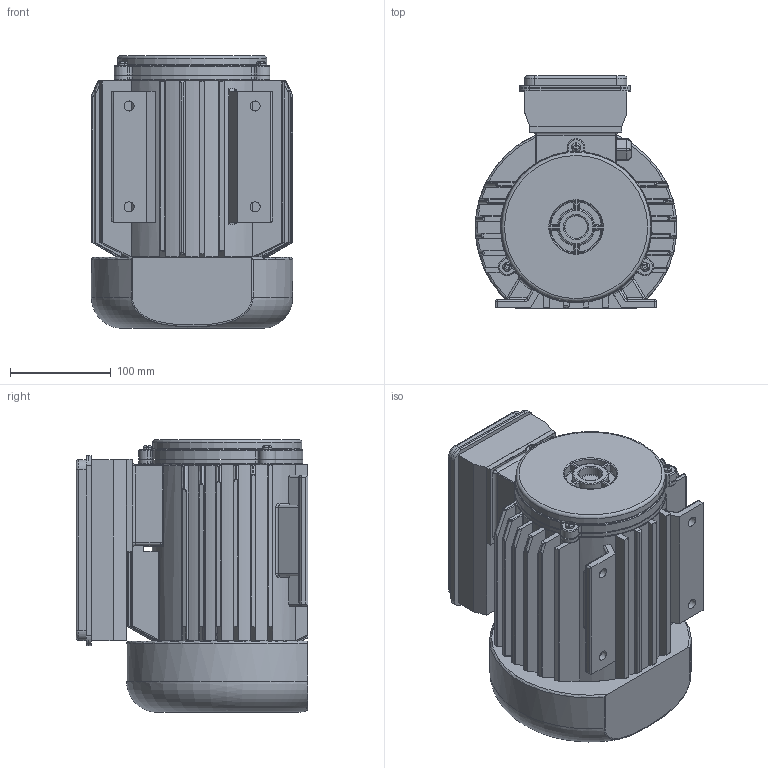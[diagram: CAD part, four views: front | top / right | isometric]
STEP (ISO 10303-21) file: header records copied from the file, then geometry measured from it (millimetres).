
FILE_DESCRIPTION(/* description */ (''),/* implementation_level */ '2;1');
FILE_NAME(/* name */ 'motor v1.step',/* time_stamp */ '2023-03-01T11:21:50-05:00',/* author */ (''),/* organization */ (''),/* preprocessor_version */ 'ST-DEVELOPER v19.2',/* originating_system */ 'Autodesk Translation Framework v11.17.0.187',/* authorisation */ '');
FILE_SCHEMA (('AUTOMOTIVE_DESIGN { 1 0 10303 214 3 1 1 }'));
Products named in the file (1): motor
Bounding box: 199.81 x 230 x 270.6 mm (x, y, z)
Volume: 7031394.6 mm3; surface area: 564023.5 mm2
Topology: 2 solids, 5 shells, 1784 faces, 4326 edges, 2598 vertices
Faces by surface type: plane 852, cylinder 450, torus 229, bspline 196, sphere 46, cone 11
Full cylindrical faces by diameter (mm): 6 x6, 10 x4, 11.661 x1, 22.109 x1, 23 x1, 148 x1
Entity records: 65274 total; most frequent: CARTESIAN_POINT 24537, ORIENTED_EDGE 8476, DIRECTION 8235, EDGE_CURVE 4238, AXIS2_PLACEMENT_3D 2901, VERTEX_POINT 2598, LINE 2433, VECTOR 2433
